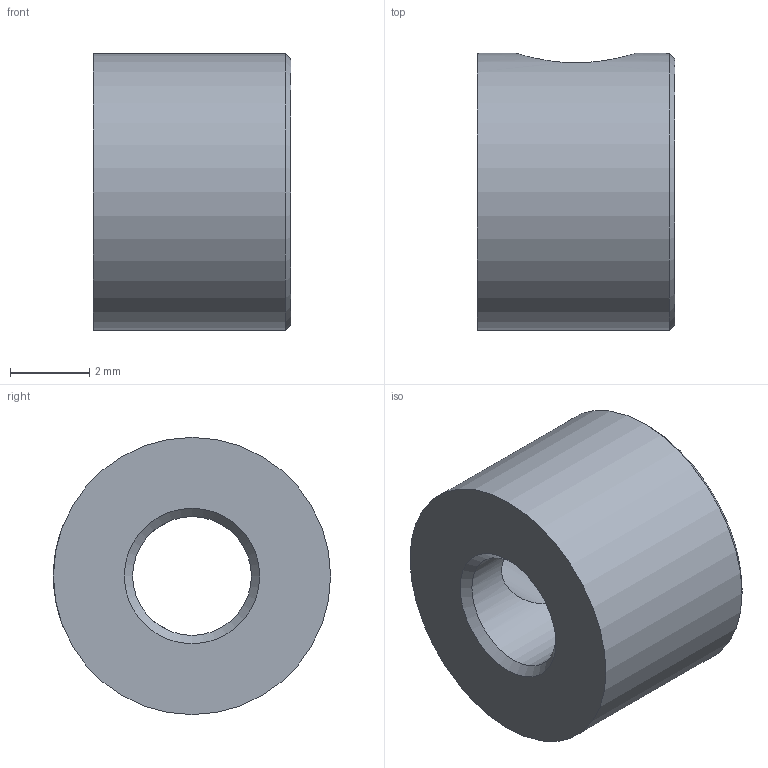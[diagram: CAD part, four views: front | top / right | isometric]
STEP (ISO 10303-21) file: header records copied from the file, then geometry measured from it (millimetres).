
FILE_DESCRIPTION( ( 'STEP AP214' ), '1' );
FILE_NAME( 'KSC 0305 (35).stp', '2020-10-06T10:43:38', ( 'License CC BY-ND 4.0' ), ( 'CADENAS' ), ' ', 'PARTsolutions', ' ' );
FILE_SCHEMA( ( 'AUTOMOTIVE_DESIGN { 1 0 10303 214 1 1 1 1 }' ) );
Length unit declared in the file: millimetre
Products named in the file (2): KSC 0305 (35); _KSC 0305 Body
Assembly tree (1 placements, depth 2):
  KSC 0305 (35)
    _KSC 0305 Body
Bounding box: 5 x 7 x 7 mm (x, y, z)
Volume: 146.4 mm3; surface area: 221.9 mm2
Topology: 1 solids, 1 shells, 9 faces, 18 edges, 11 vertices
Faces by surface type: cone 4, cylinder 3, plane 2
Full cylindrical faces by diameter (mm): 2.459 x1, 3 x1, 7 x1
Entity records: 386 total; most frequent: CARTESIAN_POINT 111, DIRECTION 38, EDGE_LOOP 20, ORIENTED_EDGE 20, AXIS2_PLACEMENT_3D 19, FACE_OUTER_BOUND 12, EDGE_CURVE 10, VERTEX_POINT 10
